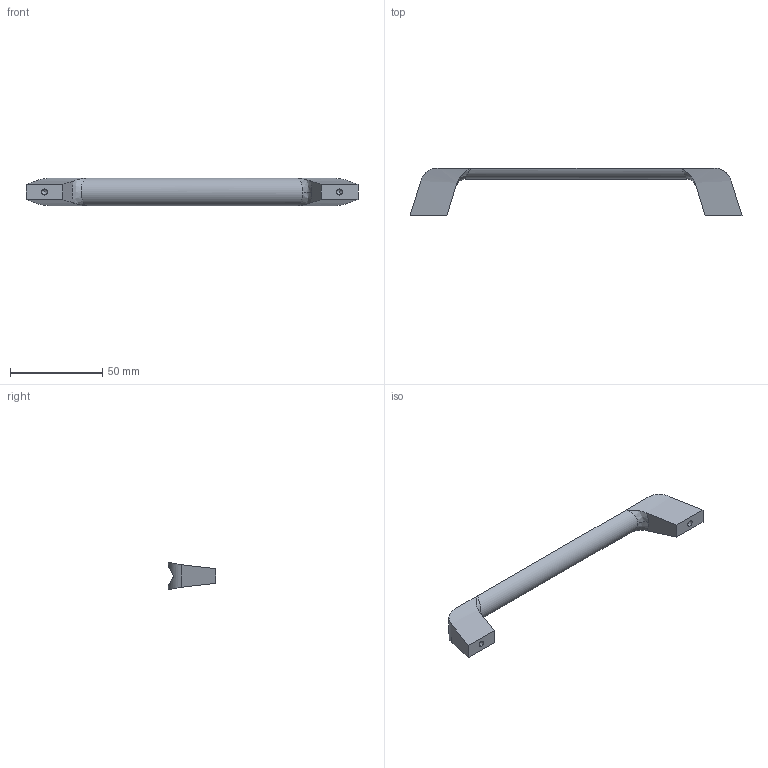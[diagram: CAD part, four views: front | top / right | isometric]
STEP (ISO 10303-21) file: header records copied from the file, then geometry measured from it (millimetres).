
FILE_DESCRIPTION (( 'STEP AP214' ), '1' );
FILE_NAME ('F002236,F002238_3D.step', '2022-06-10T07:02:09', ( '' ), ( '' ), 'SwSTEP 2.0', 'SolidWorks 2020', '' );
FILE_SCHEMA (( 'AUTOMOTIVE_DESIGN' ));
Length unit declared in the file: millimetre
Products named in the file (1): F002236,F002238_3D
Bounding box: 180 x 26 x 15 mm (x, y, z)
Volume: 16448.8 mm3; surface area: 8857 mm2
Topology: 1 solids, 1 shells, 29 faces, 73 edges, 44 vertices
Faces by surface type: cylinder 12, plane 10, cone 4, bspline 3
Entity records: 1123 total; most frequent: CARTESIAN_POINT 450, ORIENTED_EDGE 138, DIRECTION 104, EDGE_CURVE 69, VERTEX_POINT 44, AXIS2_PLACEMENT_3D 36, LINE 32, VECTOR 32
